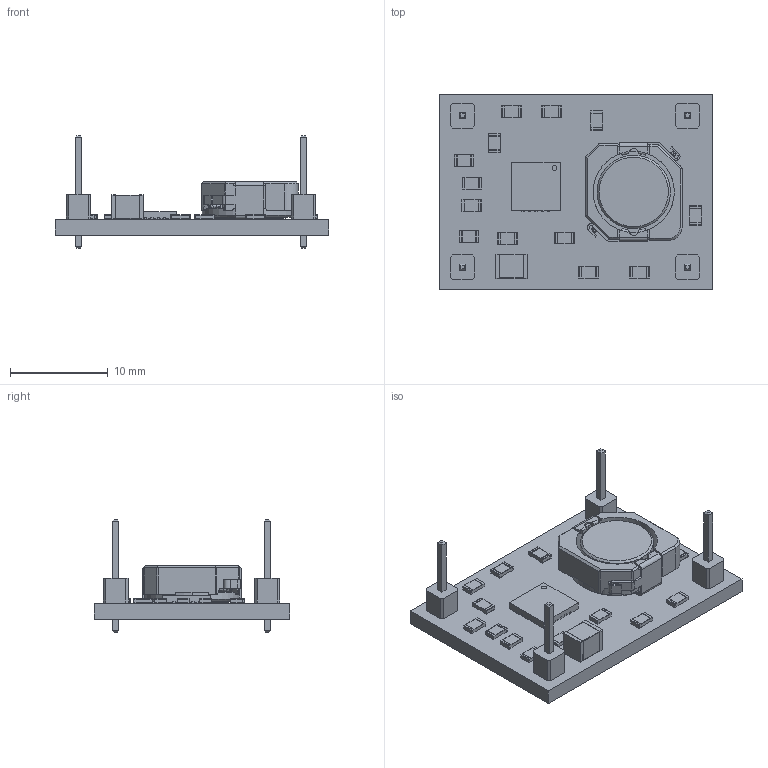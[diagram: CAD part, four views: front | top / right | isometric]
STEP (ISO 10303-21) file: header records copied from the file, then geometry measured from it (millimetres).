
FILE_DESCRIPTION(('KiCad electronic assembly'),'2;1');
FILE_NAME('dc_buck.kicad_order.step','2021-11-20T15:56:00',('An Author') ,('A Company'),'Open CASCADE STEP processor 6.9', 'KiCad to STEP converter','Unknown');
FILE_SCHEMA(('AUTOMOTIVE_DESIGN { 1 0 10303 214 1 1 1 1 }'));
Length unit declared in the file: millimetre
Products named in the file (12): Open CASCADE STEP translator 6.9 1; CDRH104R; COMPOUND; R_0805_2012Metric; SOLID; QFN-20-1EP_5x5mm_P0.65mm_EP3.35x3.35mm; C_1210_3225Metric; PinHeader_1x01_P2.54mm_Vertical
Assembly tree (26 placements, depth 3):
  Open CASCADE STEP translator 6.9 1
    CDRH104R
      COMPOUND
    R_0805_2012Metric  x13
      SOLID
    QFN-20-1EP_5x5mm_P0.65mm_EP3.35x3.35mm
      SOLID
    C_1210_3225Metric
      SOLID
    PinHeader_1x01_P2.54mm_Vertical  x4
      SOLID
    COMPOUND
Bounding box: 28 x 20 x 11.54 mm (x, y, z)
Volume: 1275.9 mm3; surface area: 2340.9 mm2
Topology: 28 solids, 28 shells, 895 faces, 2321 edges, 1489 vertices
Faces by surface type: plane 584, cylinder 237, torus 32, cone 17, sphere 13, bspline 12
Full cylindrical faces by diameter (mm): 0.3 x5, 0.5 x1, 0.9 x4
Entity records: 37182 total; most frequent: CARTESIAN_POINT 9105, DIRECTION 5010, LINE 3030, VECTOR 3030, ORIENTED_EDGE 2614, PCURVE 2614, DEFINITIONAL_REPRESENTATION 2614, EDGE_CURVE 1307
